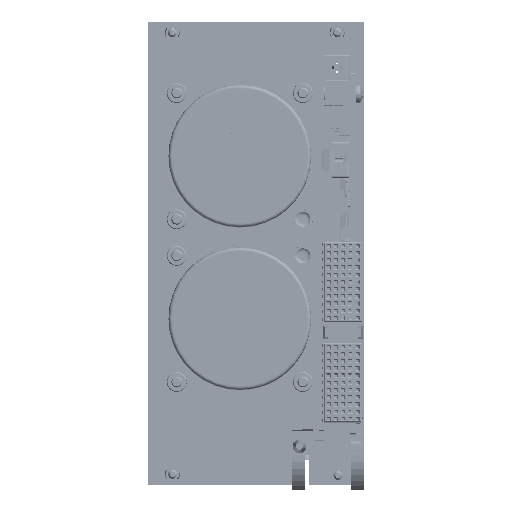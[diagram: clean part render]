
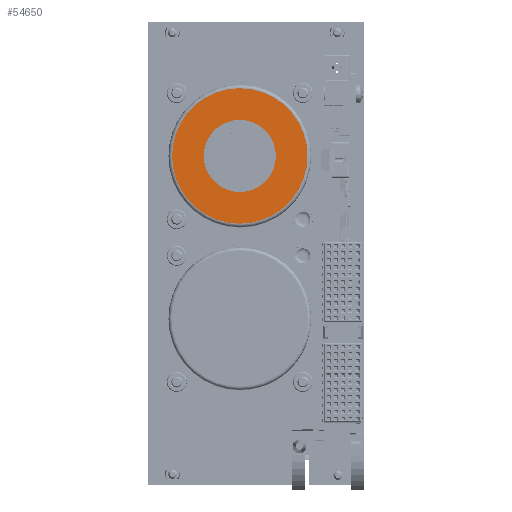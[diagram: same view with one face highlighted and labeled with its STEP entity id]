
A CAD part, top view. The second image highlights one B-rep face of the part: STEP entity #54650.
In plain terms, the highlighted planar face has unit normal (0, 0, 1).
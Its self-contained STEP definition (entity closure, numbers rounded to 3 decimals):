
#3027 = AXIS2_PLACEMENT_3D ( 'NONE', #144855, #144858, #144862 ) ;
#3031 = AXIS2_PLACEMENT_3D ( 'NONE', #144901, #144904, #144908 ) ;
#41286 = VERTEX_POINT ( 'NONE', #204417 ) ;
#41288 = VERTEX_POINT ( 'NONE', #204423 ) ;
#54650 = ADVANCED_FACE ( 'NONE', ( #116685, #116658 ), #214815, .F. ) ;
#116658 = FACE_OUTER_BOUND ( 'NONE', #157603, .T. ) ;
#116685 = FACE_BOUND ( 'NONE', #157600, .T. ) ;
#136367 = AXIS2_PLACEMENT_3D ( 'NONE', #214833, #214836, #214838 ) ;
#144855 = CARTESIAN_POINT ( 'NONE',  ( 2.69, 104.949, -51.456 ) ) ;
#144858 = DIRECTION ( 'NONE',  ( 0., 0., 1. ) ) ;
#144862 = DIRECTION ( 'NONE',  ( 1., 0., 0. ) ) ;
#144901 = CARTESIAN_POINT ( 'NONE',  ( 2.69, 104.949, -51.456 ) ) ;
#144904 = DIRECTION ( 'NONE',  ( 0., 0., 1. ) ) ;
#144908 = DIRECTION ( 'NONE',  ( -1., 0., 0. ) ) ;
#157600 = EDGE_LOOP ( 'NONE', ( #190701 ) ) ;
#157603 = EDGE_LOOP ( 'NONE', ( #190706 ) ) ;
#176961 = EDGE_CURVE ( 'NONE', #41286, #41286, #210592, .T. ) ;
#176964 = EDGE_CURVE ( 'NONE', #41288, #41288, #210559, .T. ) ;
#190701 = ORIENTED_EDGE ( 'NONE', *, *, #176964, .F. ) ;
#190706 = ORIENTED_EDGE ( 'NONE', *, *, #176961, .T. ) ;
#204417 = CARTESIAN_POINT ( 'NONE',  ( 21.49, 104.949, -51.456 ) ) ;
#204423 = CARTESIAN_POINT ( 'NONE',  ( -7.31, 104.949, -51.456 ) ) ;
#210559 = CIRCLE ( 'NONE', #3031, 10. ) ;
#210592 = CIRCLE ( 'NONE', #3027, 18.8 ) ;
#214815 = PLANE ( 'NONE',  #136367 ) ;
#214833 = CARTESIAN_POINT ( 'NONE',  ( 2.69, 104.949, -51.456 ) ) ;
#214836 = DIRECTION ( 'NONE',  ( 0., 0., -1. ) ) ;
#214838 = DIRECTION ( 'NONE',  ( 1., 0., 0. ) ) ;
